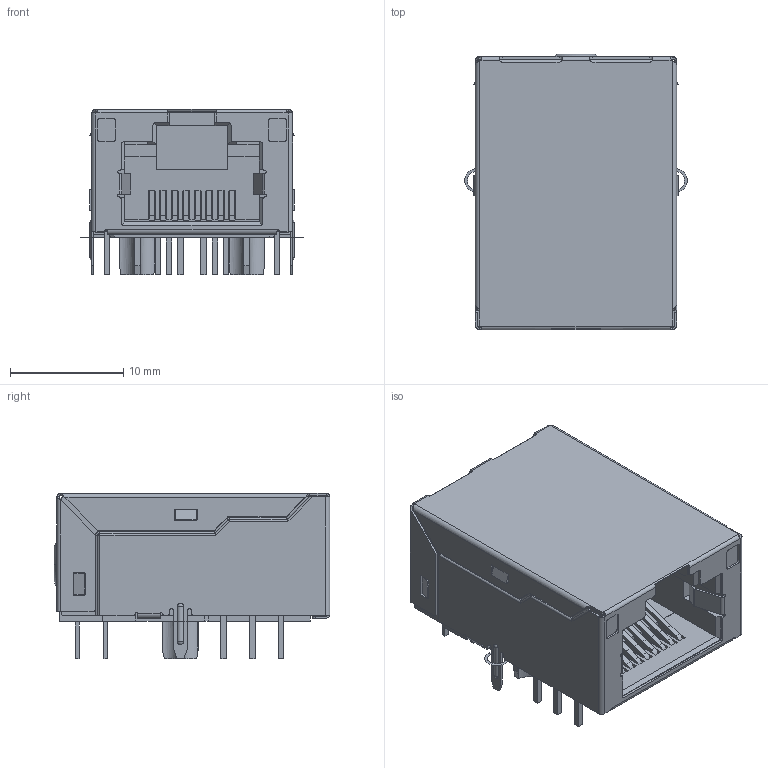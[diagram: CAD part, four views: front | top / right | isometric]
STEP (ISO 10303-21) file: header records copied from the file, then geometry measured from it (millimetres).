
FILE_DESCRIPTION(/* description */ (''),/* implementation_level */ '2;1');
FILE_NAME(/* name */ '064-0531-000_1.stp',/* time_stamp */ '2023-11-01T20:46:30+03:00',/* author */ (''),/* organization */ (''),/* preprocessor_version */ 'ST-DEVELOPER v16.7',/* originating_system */ 'SIEMENS PLM Software NX 12.0',/* authorisation */ '');
FILE_SCHEMA (('AUTOMOTIVE_DESIGN { 1 0 10303 214 3 1 1 1 }'));
Products named in the file (1): 064-0531-000_1
Bounding box: 19.69 x 24.38 x 14.6 mm (x, y, z)
Volume: 3533.8 mm3; surface area: 6409.9 mm2
Topology: 3 solids, 3 shells, 1861 faces, 5607 edges, 3680 vertices
Faces by surface type: plane 1339, cylinder 460, bspline 38, sphere 12, torus 12
Entity records: 65019 total; most frequent: CARTESIAN_POINT 13558, ORIENTED_EDGE 11198, DIRECTION 10129, EDGE_CURVE 5599, LINE 4473, VECTOR 4473, VERTEX_POINT 3680, AXIS2_PLACEMENT_3D 2828
